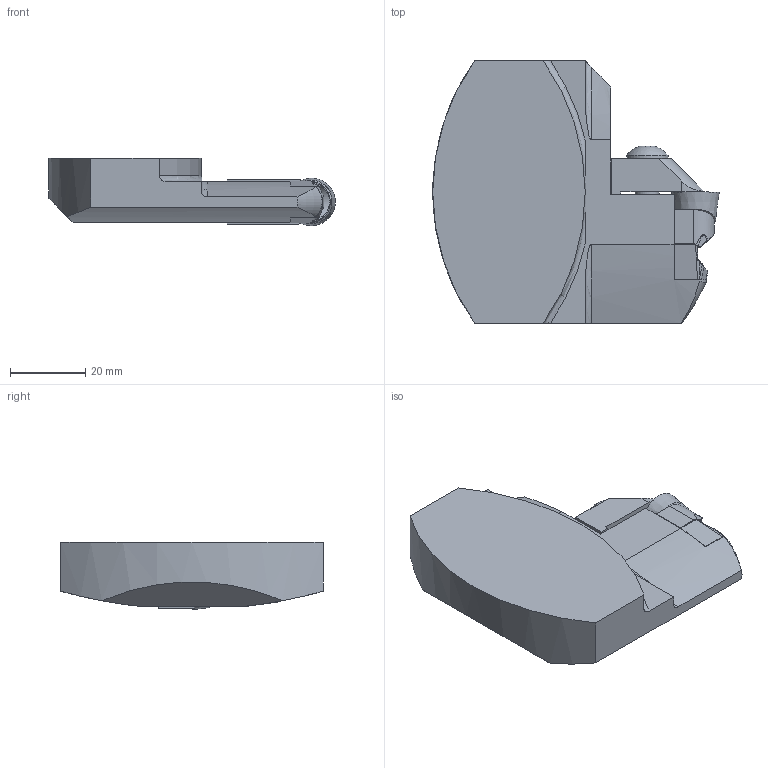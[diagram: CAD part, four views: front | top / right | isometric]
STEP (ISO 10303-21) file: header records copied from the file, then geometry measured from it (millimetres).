
FILE_DESCRIPTION(/* description */ (''),/* implementation_level */ '2;1');
FILE_NAME(/* name */ '1637578980482.stp',/* time_stamp */ '2021-11-22T16:33:18+05:00',/* author */ (''),/* organization */ ('SMS'),/* preprocessor_version */ 'ST-DEVELOPER v16.7',/* originating_system */ 'SIEMENS PLM Software NX 12.0',/* authorisation */ '');
FILE_SCHEMA (('AUTOMOTIVE_DESIGN { 1 0 10303 214 3 1 1 1 }'));
Length unit declared in the file: millimetre
Products named in the file (4): 203686977mod000_00; ASSEMBLY_CONSTRUCTION; 203708833mod000_01; 203708836mod000_01
Assembly tree (3 placements, depth 2):
  203708836mod000_01
    203708833mod000_01
    ASSEMBLY_CONSTRUCTION
    203686977mod000_00
Bounding box: 76.4 x 70 x 18 mm (x, y, z)
Volume: 53778.7 mm3; surface area: 12403.7 mm2
Topology: 2 solids, 2 shells, 119 faces, 302 edges, 196 vertices
Faces by surface type: plane 50, bspline 32, cylinder 28, torus 4, sphere 3, cone 2
Full cylindrical faces by diameter (mm): 6.35 x1, 11.1 x1
Entity records: 4400 total; most frequent: CARTESIAN_POINT 1556, ORIENTED_EDGE 584, DIRECTION 538, EDGE_CURVE 292, AXIS2_PLACEMENT_3D 210, VERTEX_POINT 183, EDGE_LOOP 127, ADVANCED_FACE 119
